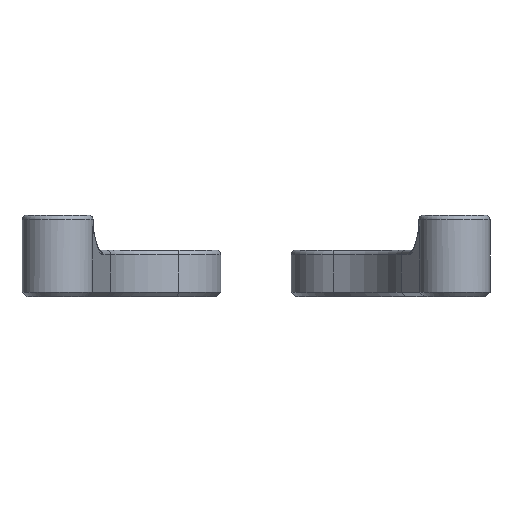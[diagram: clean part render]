
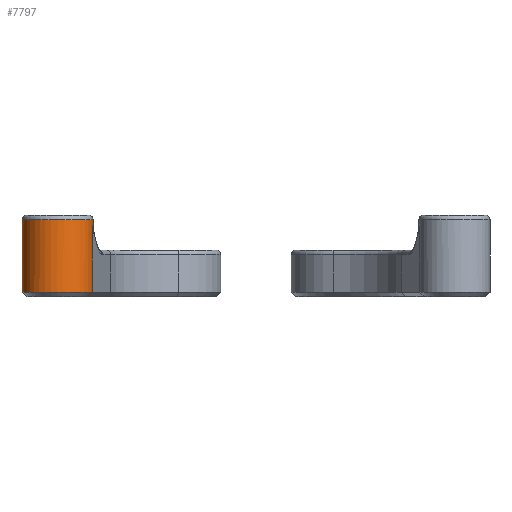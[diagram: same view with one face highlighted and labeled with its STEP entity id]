
A CAD part, front view. The second image highlights one B-rep face of the part: STEP entity #7797.
In plain terms, the highlighted cylindrical face has radius 3.05 mm (diameter 6.1 mm), a full revolution.
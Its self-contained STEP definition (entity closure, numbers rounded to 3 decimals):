
#49=CYLINDRICAL_SURFACE('',#8258,3.05);
#169=CIRCLE('',#8249,3.05);
#170=CIRCLE('',#8250,3.05);
#173=CIRCLE('',#8259,3.05);
#174=CIRCLE('',#8260,3.05);
#877=FACE_OUTER_BOUND('',#1353,.T.);
#1353=EDGE_LOOP('',(#5994,#5995,#5996,#5997,#5998,#5999,#6000,#6001));
#2001=LINE('',#11892,#2749);
#2004=LINE('',#11908,#2752);
#2005=LINE('',#11910,#2753);
#2749=VECTOR('',#9274,10.);
#2752=VECTOR('',#9281,3.05);
#2753=VECTOR('',#9282,10.);
#3488=VERTEX_POINT('',#11863);
#3490=VERTEX_POINT('',#11871);
#3491=VERTEX_POINT('',#11873);
#3495=VERTEX_POINT('',#11891);
#3498=VERTEX_POINT('',#11906);
#3499=VERTEX_POINT('',#11909);
#4383=EDGE_CURVE('',#3488,#3490,#169,.T.);
#4384=EDGE_CURVE('',#3490,#3491,#170,.T.);
#4393=EDGE_CURVE('',#3491,#3495,#2001,.T.);
#4397=EDGE_CURVE('',#3498,#3498,#173,.T.);
#4398=EDGE_CURVE('',#3498,#3490,#2004,.T.);
#4399=EDGE_CURVE('',#3488,#3499,#2005,.T.);
#4400=EDGE_CURVE('',#3495,#3499,#174,.T.);
#5994=ORIENTED_EDGE('',*,*,#4397,.F.);
#5995=ORIENTED_EDGE('',*,*,#4398,.T.);
#5996=ORIENTED_EDGE('',*,*,#4383,.F.);
#5997=ORIENTED_EDGE('',*,*,#4399,.T.);
#5998=ORIENTED_EDGE('',*,*,#4400,.F.);
#5999=ORIENTED_EDGE('',*,*,#4393,.F.);
#6000=ORIENTED_EDGE('',*,*,#4384,.F.);
#6001=ORIENTED_EDGE('',*,*,#4398,.F.);
#7797=ADVANCED_FACE('',(#877),#49,.T.);
#8249=AXIS2_PLACEMENT_3D('',#11872,#9250,#9251);
#8250=AXIS2_PLACEMENT_3D('',#11874,#9252,#9253);
#8258=AXIS2_PLACEMENT_3D('',#11905,#9277,#9278);
#8259=AXIS2_PLACEMENT_3D('',#11907,#9279,#9280);
#8260=AXIS2_PLACEMENT_3D('',#11911,#9283,#9284);
#9250=DIRECTION('center_axis',(0.,0.,-1.));
#9251=DIRECTION('ref_axis',(-1.,0.,0.));
#9252=DIRECTION('center_axis',(0.,0.,-1.));
#9253=DIRECTION('ref_axis',(-1.,0.,0.));
#9274=DIRECTION('',(0.,0.,1.));
#9277=DIRECTION('center_axis',(0.,0.,1.));
#9278=DIRECTION('ref_axis',(1.,0.,0.));
#9279=DIRECTION('center_axis',(0.,0.,1.));
#9280=DIRECTION('ref_axis',(1.,0.,0.));
#9281=DIRECTION('',(0.,0.,-1.));
#9282=DIRECTION('',(0.,0.,1.));
#9283=DIRECTION('center_axis',(0.,0.,-1.));
#9284=DIRECTION('ref_axis',(0.207,0.978,0.));
#11863=CARTESIAN_POINT('',(67.585,-8.597,0.4));
#11871=CARTESIAN_POINT('',(61.552,-7.964,0.4));
#11872=CARTESIAN_POINT('Origin',(64.602,-7.964,0.4));
#11873=CARTESIAN_POINT('',(61.618,-7.332,0.4));
#11874=CARTESIAN_POINT('Origin',(64.602,-7.964,0.4));
#11891=CARTESIAN_POINT('',(61.618,-7.332,6.));
#11892=CARTESIAN_POINT('',(61.618,-7.332,0.));
#11905=CARTESIAN_POINT('Origin',(64.602,-7.964,0.));
#11906=CARTESIAN_POINT('',(61.552,-7.964,6.6));
#11907=CARTESIAN_POINT('Origin',(64.602,-7.964,6.6));
#11908=CARTESIAN_POINT('',(61.552,-7.964,0.));
#11909=CARTESIAN_POINT('',(67.585,-8.597,6.));
#11910=CARTESIAN_POINT('',(67.585,-8.597,0.));
#11911=CARTESIAN_POINT('Origin',(64.602,-7.964,6.));
